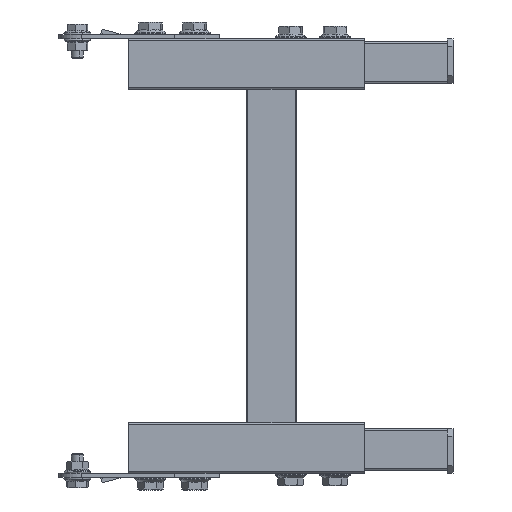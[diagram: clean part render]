
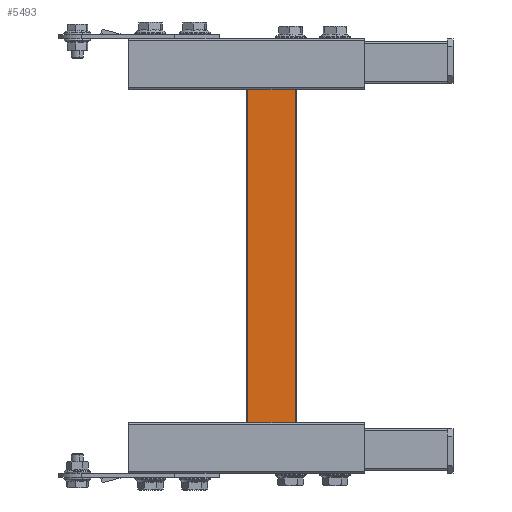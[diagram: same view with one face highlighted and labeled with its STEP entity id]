
A CAD part, left-side view. The second image highlights one B-rep face of the part: STEP entity #5493.
In plain terms, the highlighted planar face has unit normal (-1, 0, 0).
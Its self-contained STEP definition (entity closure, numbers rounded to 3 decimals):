
#17 = VECTOR ( 'NONE', #8982, 1000. ) ;
#543 = EDGE_CURVE ( 'NONE', #2307, #10384, #4152, .T. ) ;
#742 = LINE ( 'NONE', #2746, #4647 ) ;
#789 = VERTEX_POINT ( 'NONE', #8573 ) ;
#845 = LINE ( 'NONE', #1320, #2430 ) ;
#1080 = PLANE ( 'NONE',  #6043 ) ;
#1320 = CARTESIAN_POINT ( 'NONE',  ( -17., 226., 17. ) ) ;
#2307 = VERTEX_POINT ( 'NONE', #8494 ) ;
#2430 = VECTOR ( 'NONE', #7197, 1000. ) ;
#2746 = CARTESIAN_POINT ( 'NONE',  ( -17., 0., 17. ) ) ;
#3857 = ORIENTED_EDGE ( 'NONE', *, *, #5469, .T. ) ;
#4152 = LINE ( 'NONE', #6814, #10616 ) ;
#4333 = DIRECTION ( 'NONE',  ( 0., 1., 0. ) ) ;
#4399 = CARTESIAN_POINT ( 'NONE',  ( -17., 226., -16. ) ) ;
#4647 = VECTOR ( 'NONE', #5187, 1000. ) ;
#4800 = CARTESIAN_POINT ( 'NONE',  ( -17., 226., -16. ) ) ;
#5187 = DIRECTION ( 'NONE',  ( 0., 0., 1. ) ) ;
#5469 = EDGE_CURVE ( 'NONE', #789, #2307, #742, .T. ) ;
#5493 = ADVANCED_FACE ( 'NONE', ( #6197 ), #1080, .F. ) ;
#5498 = CARTESIAN_POINT ( 'NONE',  ( -17., 226., 17. ) ) ;
#6043 = AXIS2_PLACEMENT_3D ( 'NONE', #5498, #7818, #10443 ) ;
#6095 = ORIENTED_EDGE ( 'NONE', *, *, #543, .T. ) ;
#6197 = FACE_OUTER_BOUND ( 'NONE', #9799, .T. ) ;
#6361 = EDGE_CURVE ( 'NONE', #9041, #10384, #845, .T. ) ;
#6814 = CARTESIAN_POINT ( 'NONE',  ( -17., 226., 16. ) ) ;
#7040 = CARTESIAN_POINT ( 'NONE',  ( -17., 226., 16. ) ) ;
#7197 = DIRECTION ( 'NONE',  ( 0., 0., 1. ) ) ;
#7419 = LINE ( 'NONE', #4800, #17 ) ;
#7818 = DIRECTION ( 'NONE',  ( 1., 0., 0. ) ) ;
#7874 = ORIENTED_EDGE ( 'NONE', *, *, #8636, .T. ) ;
#8494 = CARTESIAN_POINT ( 'NONE',  ( -17., 0., 16. ) ) ;
#8573 = CARTESIAN_POINT ( 'NONE',  ( -17., 0., -16. ) ) ;
#8636 = EDGE_CURVE ( 'NONE', #9041, #789, #7419, .T. ) ;
#8982 = DIRECTION ( 'NONE',  ( 0., -1., 0. ) ) ;
#9041 = VERTEX_POINT ( 'NONE', #4399 ) ;
#9210 = ORIENTED_EDGE ( 'NONE', *, *, #6361, .F. ) ;
#9799 = EDGE_LOOP ( 'NONE', ( #3857, #6095, #9210, #7874 ) ) ;
#10384 = VERTEX_POINT ( 'NONE', #7040 ) ;
#10443 = DIRECTION ( 'NONE',  ( 0., 0., -1. ) ) ;
#10616 = VECTOR ( 'NONE', #4333, 1000. ) ;
